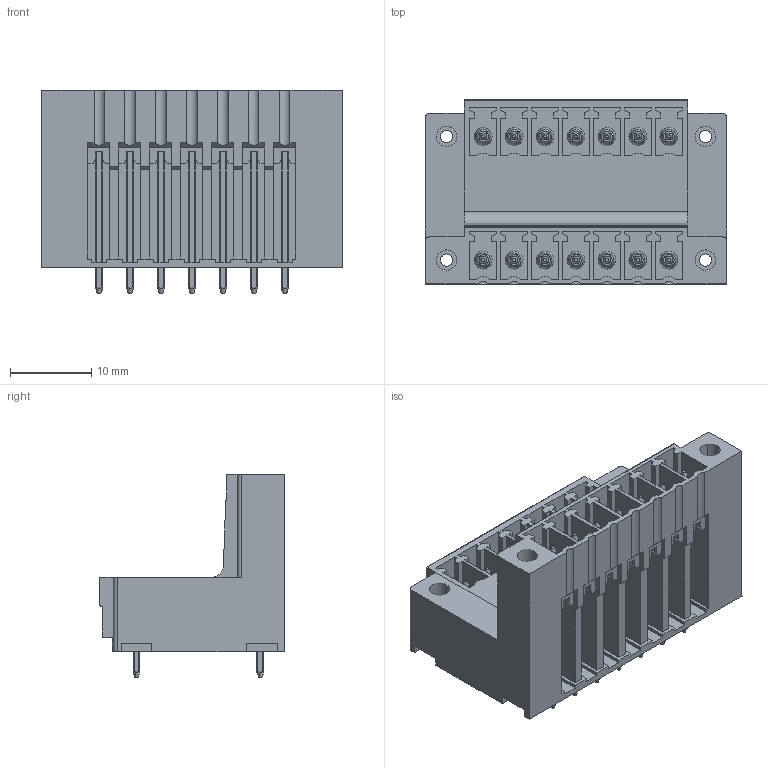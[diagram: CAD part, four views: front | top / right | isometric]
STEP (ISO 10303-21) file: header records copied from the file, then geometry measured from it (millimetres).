
FILE_DESCRIPTION(('CATIA V5 STEP Exchange','CAx-IF Rec.Pracs.--- Model Styling and Organization---1.2---2011-12-15'),'2;1');
FILE_NAME ('D1447315_0', '2018-10-15T07:32:19+00:00', ('none'), ('Weidmueller'), 'CATIA Version 5-6 Release 2014', 'CATIA V5 STEP AP214', 'none');
FILE_SCHEMA(('AUTOMOTIVE_DESIGN { 1 0 10303 214 1 1 1 1 }'));
Length unit declared in the file: millimetre
Products named in the file (1): 1035040000
Bounding box: 37.06 x 22.7 x 25.1 mm (x, y, z)
Volume: 7144.1 mm3; surface area: 8567.4 mm2
Topology: 15 solids, 15 shells, 896 faces, 2477 edges, 1647 vertices
Faces by surface type: plane 582, cylinder 198, cone 88, torus 28
Entity records: 28941 total; most frequent: CARTESIAN_POINT 8328, ORIENTED_EDGE 4954, DIRECTION 3060, EDGE_CURVE 2477, VECTOR 1732, LINE 1732, VERTEX_POINT 1647, EDGE_LOOP 982
